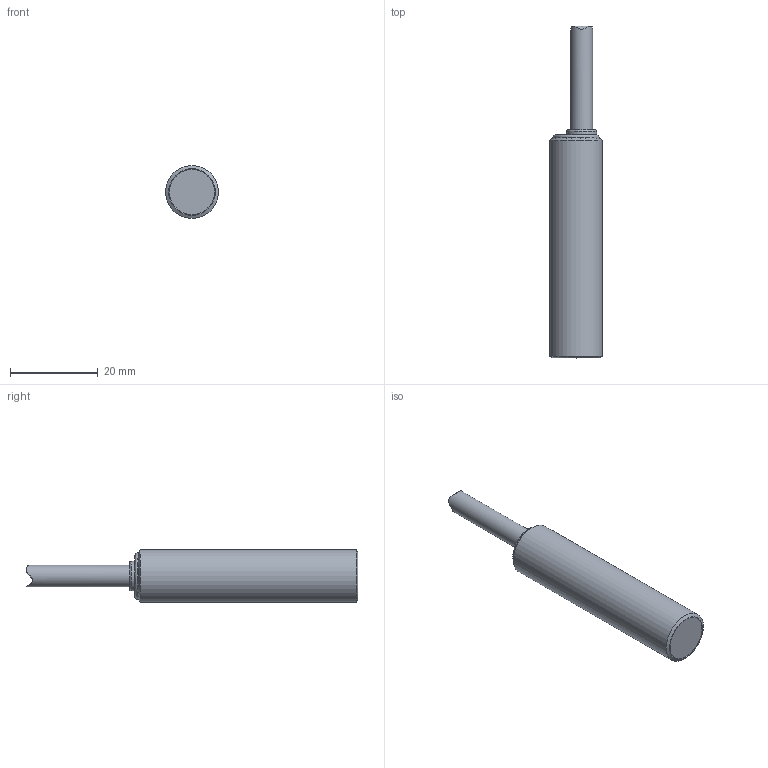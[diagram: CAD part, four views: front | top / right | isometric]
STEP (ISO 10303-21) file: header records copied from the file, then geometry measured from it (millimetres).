
FILE_DESCRIPTION (( 'STEP AP214' ), '1' );
FILE_NAME ('DW-AD-509-M12.STEP', '2019-09-11T17:26:11', ( '' ), ( '' ), 'SwSTEP 2.0', 'SolidWorks 2018', '' );
FILE_SCHEMA (( 'AUTOMOTIVE_DESIGN' ));
Length unit declared in the file: inch
Products named in the file (1): DW-AD-509-M12
Bounding box: 12 x 75.6 x 12 mm (x, y, z)
Volume: 6350.9 mm3; surface area: 2989.7 mm2
Topology: 4 solids, 4 shells, 21 faces, 36 edges, 25 vertices
Faces by surface type: plane 9, cylinder 6, cone 3, bspline 3
Full cylindrical faces by diameter (mm): 5 x2, 6.8 x1, 10.3 x1, 10.5 x1, 12 x1
Entity records: 745 total; most frequent: CARTESIAN_POINT 345, DIRECTION 68, ORIENTED_EDGE 40, EDGE_LOOP 36, AXIS2_PLACEMENT_3D 34, FACE_OUTER_BOUND 29, ADVANCED_FACE 21, EDGE_CURVE 20
